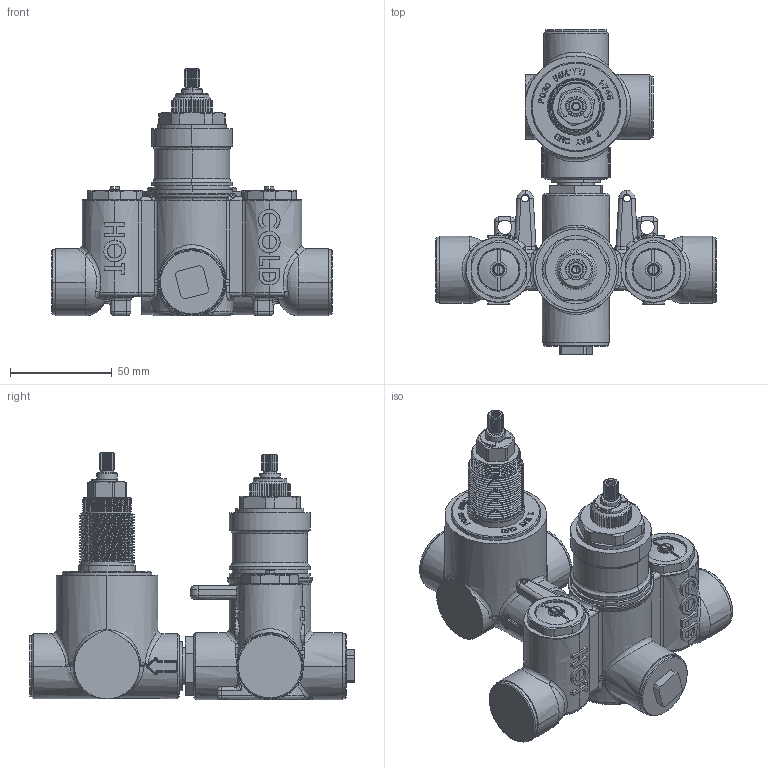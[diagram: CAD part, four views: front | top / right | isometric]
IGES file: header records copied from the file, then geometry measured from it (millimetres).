
Start section:  PTC IGES file: default_rep_sw0001.igs
Global section: file name: default_rep_sw0001.igs; native system: Creo Parametric by PTC Inc.; preprocessor: 2018400; author: jinson.thomas; organization: Unknown; date: 20211014.124419; units: inch
Bounding box: 138 x 159.5 x 121.7 mm (x, y, z)
Volume: 460238.4 mm3; surface area: 65279.4 mm2
Topology: 1 solids, 3 shells, 1888 faces, 5037 edges, 3164 vertices
Faces by surface type: bspline 1259, revolution 629
